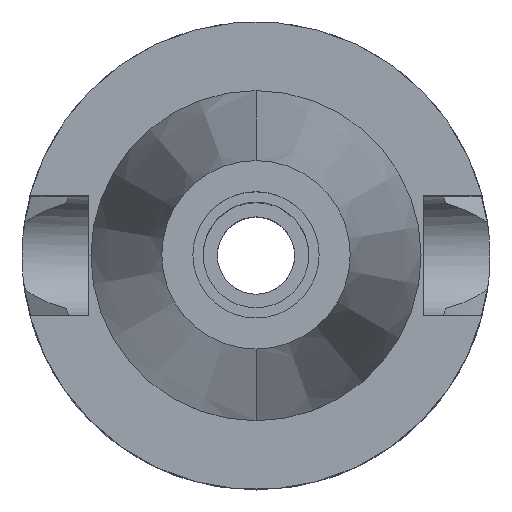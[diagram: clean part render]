
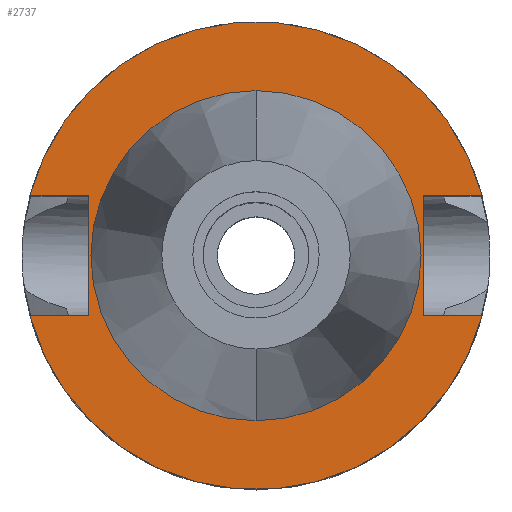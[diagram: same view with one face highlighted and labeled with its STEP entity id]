
A CAD part, top view. The second image highlights one B-rep face of the part: STEP entity #2737.
In plain terms, the highlighted planar face has unit normal (0, 0, 1).
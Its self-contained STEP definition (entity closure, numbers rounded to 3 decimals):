
#10 = AXIS2_PLACEMENT_3D ( 'NONE', #1070, #394, #2226 ) ;
#19 = AXIS2_PLACEMENT_3D ( 'NONE', #625, #1984, #1318 ) ;
#87 = VERTEX_POINT ( 'NONE', #440 ) ;
#117 = EDGE_CURVE ( 'NONE', #1863, #834, #927, .T. ) ;
#169 = CARTESIAN_POINT ( 'NONE',  ( 22.5, -8.05, -1. ) ) ;
#171 = FACE_OUTER_BOUND ( 'NONE', #2447, .T. ) ;
#286 = EDGE_CURVE ( 'NONE', #87, #379, #1344, .T. ) ;
#300 = DIRECTION ( 'NONE',  ( 0., -1., 0. ) ) ;
#320 = EDGE_CURVE ( 'NONE', #2099, #1421, #905, .T. ) ;
#379 = VERTEX_POINT ( 'NONE', #437 ) ;
#394 = DIRECTION ( 'NONE',  ( 0., 0., -1. ) ) ;
#437 = CARTESIAN_POINT ( 'NONE',  ( 30.454, 8.05, -1. ) ) ;
#440 = CARTESIAN_POINT ( 'NONE',  ( -30.454, 8.05, -1. ) ) ;
#625 = CARTESIAN_POINT ( 'NONE',  ( 0., 0., -1. ) ) ;
#656 = DIRECTION ( 'NONE',  ( 0., 1., 0. ) ) ;
#671 = EDGE_CURVE ( 'NONE', #1412, #1531, #2464, .T. ) ;
#720 = VECTOR ( 'NONE', #2232, 1000. ) ;
#725 = EDGE_LOOP ( 'NONE', ( #2650, #1232 ) ) ;
#834 = VERTEX_POINT ( 'NONE', #2805 ) ;
#879 = LINE ( 'NONE', #1159, #1074 ) ;
#884 = CARTESIAN_POINT ( 'NONE',  ( 0., -22.225, -1. ) ) ;
#891 = CIRCLE ( 'NONE', #1780, 22.225 ) ;
#905 = CIRCLE ( 'NONE', #19, 22.225 ) ;
#927 = LINE ( 'NONE', #1360, #1341 ) ;
#1070 = CARTESIAN_POINT ( 'NONE',  ( 0., 0., -1. ) ) ;
#1074 = VECTOR ( 'NONE', #656, 1000. ) ;
#1103 = CARTESIAN_POINT ( 'NONE',  ( 0., 22.225, -1. ) ) ;
#1159 = CARTESIAN_POINT ( 'NONE',  ( -22.5, -8.05, -1. ) ) ;
#1195 = EDGE_CURVE ( 'NONE', #834, #1809, #879, .T. ) ;
#1232 = ORIENTED_EDGE ( 'NONE', *, *, #2574, .F. ) ;
#1268 = DIRECTION ( 'NONE',  ( 0., 0., -1. ) ) ;
#1318 = DIRECTION ( 'NONE',  ( 0., 1., 0. ) ) ;
#1341 = VECTOR ( 'NONE', #2316, 1000. ) ;
#1344 = CIRCLE ( 'NONE', #1743, 31.5 ) ;
#1360 = CARTESIAN_POINT ( 'NONE',  ( -30.454, -8.05, -1. ) ) ;
#1412 = VERTEX_POINT ( 'NONE', #169 ) ;
#1421 = VERTEX_POINT ( 'NONE', #884 ) ;
#1441 = ORIENTED_EDGE ( 'NONE', *, *, #1195, .F. ) ;
#1472 = LINE ( 'NONE', #2839, #1968 ) ;
#1475 = DIRECTION ( 'NONE',  ( 0., -1., 0. ) ) ;
#1476 = CARTESIAN_POINT ( 'NONE',  ( 22.5, 8.05, -1. ) ) ;
#1531 = VERTEX_POINT ( 'NONE', #2511 ) ;
#1565 = PLANE ( 'NONE',  #10 ) ;
#1602 = DIRECTION ( 'NONE',  ( 0., 0., -1. ) ) ;
#1614 = CARTESIAN_POINT ( 'NONE',  ( -30.454, -8.05, -1. ) ) ;
#1677 = DIRECTION ( 'NONE',  ( 0., 0., 1. ) ) ;
#1690 = DIRECTION ( 'NONE',  ( 1., 0., 0. ) ) ;
#1741 = DIRECTION ( 'NONE',  ( 0., 1., 0. ) ) ;
#1743 = AXIS2_PLACEMENT_3D ( 'NONE', #2964, #1268, #1741 ) ;
#1759 = EDGE_CURVE ( 'NONE', #1531, #1863, #2658, .T. ) ;
#1774 = VECTOR ( 'NONE', #2102, 1000. ) ;
#1780 = AXIS2_PLACEMENT_3D ( 'NONE', #1963, #1677, #300 ) ;
#1809 = VERTEX_POINT ( 'NONE', #1845 ) ;
#1811 = ORIENTED_EDGE ( 'NONE', *, *, #671, .F. ) ;
#1833 = CARTESIAN_POINT ( 'NONE',  ( 0., 0., -1. ) ) ;
#1845 = CARTESIAN_POINT ( 'NONE',  ( -22.5, 8.05, -1. ) ) ;
#1863 = VERTEX_POINT ( 'NONE', #1614 ) ;
#1875 = AXIS2_PLACEMENT_3D ( 'NONE', #1833, #1602, #1475 ) ;
#1957 = ORIENTED_EDGE ( 'NONE', *, *, #2950, .T. ) ;
#1963 = CARTESIAN_POINT ( 'NONE',  ( 0., 0., -1. ) ) ;
#1968 = VECTOR ( 'NONE', #2626, 1000. ) ;
#1984 = DIRECTION ( 'NONE',  ( 0., 0., 1. ) ) ;
#2023 = ORIENTED_EDGE ( 'NONE', *, *, #286, .F. ) ;
#2065 = VERTEX_POINT ( 'NONE', #1476 ) ;
#2098 = ORIENTED_EDGE ( 'NONE', *, *, #1759, .F. ) ;
#2099 = VERTEX_POINT ( 'NONE', #1103 ) ;
#2102 = DIRECTION ( 'NONE',  ( 1., 0., 0. ) ) ;
#2134 = CARTESIAN_POINT ( 'NONE',  ( 22.5, 8.05, -1. ) ) ;
#2145 = LINE ( 'NONE', #2837, #2897 ) ;
#2157 = ORIENTED_EDGE ( 'NONE', *, *, #2391, .T. ) ;
#2226 = DIRECTION ( 'NONE',  ( 0., -1., 0. ) ) ;
#2232 = DIRECTION ( 'NONE',  ( 1., 0., 0. ) ) ;
#2316 = DIRECTION ( 'NONE',  ( 1., 0., 0. ) ) ;
#2326 = ORIENTED_EDGE ( 'NONE', *, *, #117, .F. ) ;
#2388 = ORIENTED_EDGE ( 'NONE', *, *, #2563, .F. ) ;
#2391 = EDGE_CURVE ( 'NONE', #2065, #379, #2584, .T. ) ;
#2445 = CARTESIAN_POINT ( 'NONE',  ( 22.5, -8.05, -1. ) ) ;
#2447 = EDGE_LOOP ( 'NONE', ( #2326, #2098, #1811, #2388, #2157, #2023, #1957, #1441 ) ) ;
#2464 = LINE ( 'NONE', #2445, #720 ) ;
#2511 = CARTESIAN_POINT ( 'NONE',  ( 30.454, -8.05, -1. ) ) ;
#2563 = EDGE_CURVE ( 'NONE', #2065, #1412, #1472, .T. ) ;
#2574 = EDGE_CURVE ( 'NONE', #1421, #2099, #891, .T. ) ;
#2584 = LINE ( 'NONE', #2134, #1774 ) ;
#2626 = DIRECTION ( 'NONE',  ( 0., -1., 0. ) ) ;
#2650 = ORIENTED_EDGE ( 'NONE', *, *, #320, .F. ) ;
#2658 = CIRCLE ( 'NONE', #1875, 31.5 ) ;
#2692 = FACE_BOUND ( 'NONE', #725, .T. ) ;
#2737 = ADVANCED_FACE ( 'NONE', ( #171, #2692 ), #1565, .F. ) ;
#2805 = CARTESIAN_POINT ( 'NONE',  ( -22.5, -8.05, -1. ) ) ;
#2837 = CARTESIAN_POINT ( 'NONE',  ( -30.454, 8.05, -1. ) ) ;
#2839 = CARTESIAN_POINT ( 'NONE',  ( 22.5, 8.05, -1. ) ) ;
#2897 = VECTOR ( 'NONE', #1690, 1000. ) ;
#2950 = EDGE_CURVE ( 'NONE', #87, #1809, #2145, .T. ) ;
#2964 = CARTESIAN_POINT ( 'NONE',  ( 0., 0., -1. ) ) ;
